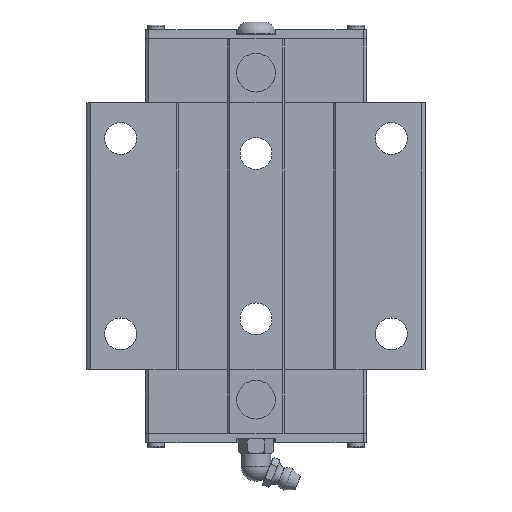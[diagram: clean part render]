
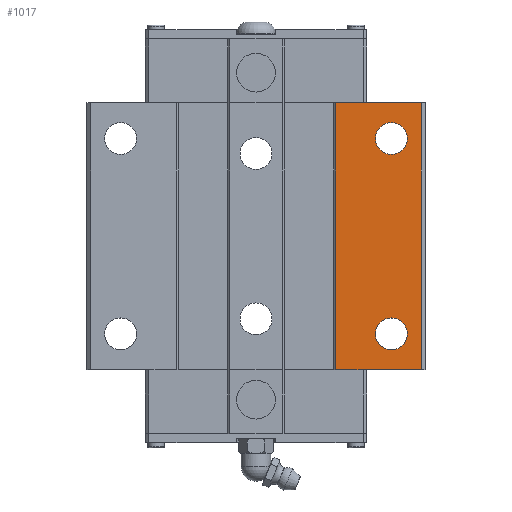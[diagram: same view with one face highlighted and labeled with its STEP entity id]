
A CAD part, top view. The second image highlights one B-rep face of the part: STEP entity #1017.
In plain terms, the highlighted planar face has unit normal (0, 0, 1).
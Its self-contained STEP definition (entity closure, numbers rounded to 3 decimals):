
#1017=ADVANCED_FACE('',(#2110,#2111,#2112),#2113,.T.);
#2110=FACE_OUTER_BOUND('',#3270,.T.);
#2111=FACE_BOUND('',#3271,.T.);
#2112=FACE_BOUND('',#3272,.T.);
#2113=PLANE('',#3273);
#3270=EDGE_LOOP('',(#6406,#6407,#6408,#6409));
#3271=EDGE_LOOP('',(#6410,#6411));
#3272=EDGE_LOOP('',(#6412,#6413));
#3273=AXIS2_PLACEMENT_3D('',#6414,#6415,#6416);
#6406=ORIENTED_EDGE('',*,*,#8114,.T.);
#6407=ORIENTED_EDGE('',*,*,#8037,.T.);
#6408=ORIENTED_EDGE('',*,*,#8120,.F.);
#6409=ORIENTED_EDGE('',*,*,#8095,.F.);
#6410=ORIENTED_EDGE('',*,*,#6953,.T.);
#6411=ORIENTED_EDGE('',*,*,#8121,.T.);
#6412=ORIENTED_EDGE('',*,*,#6948,.T.);
#6413=ORIENTED_EDGE('',*,*,#8122,.T.);
#6414=CARTESIAN_POINT('',(0.0,90.401,42.0));
#6415=DIRECTION('',(0.0,0.0,1.0));
#6416=DIRECTION('',(-1.0,0.0,-0.0));
#6948=EDGE_CURVE('',#8318,#8324,#8326,.T.);
#6953=EDGE_CURVE('',#8329,#8333,#8335,.T.);
#8037=EDGE_CURVE('',#9948,#9946,#9949,.T.);
#8095=EDGE_CURVE('',#10044,#10046,#10047,.T.);
#8114=EDGE_CURVE('',#10044,#9948,#10070,.T.);
#8120=EDGE_CURVE('',#10046,#9946,#10076,.T.);
#8121=EDGE_CURVE('',#8333,#8329,#10077,.T.);
#8122=EDGE_CURVE('',#8324,#8318,#10078,.T.);
#8318=VERTEX_POINT('',#10329);
#8324=VERTEX_POINT('',#10336);
#8326=CIRCLE('',#10339,4.25);
#8329=VERTEX_POINT('',#10342);
#8333=VERTEX_POINT('',#10347);
#8335=CIRCLE('',#10350,4.25);
#9946=VERTEX_POINT('',#13065);
#9948=VERTEX_POINT('',#13068);
#9949=LINE('',#13069,#13070);
#10044=VERTEX_POINT('',#13210);
#10046=VERTEX_POINT('',#13213);
#10047=LINE('',#13214,#13215);
#10070=LINE('',#13250,#13251);
#10076=LINE('',#13259,#13260);
#10077=CIRCLE('',#13261,4.25);
#10078=CIRCLE('',#13262,4.25);
#10329=CARTESIAN_POINT('',(40.25,28.901,42.0));
#10336=CARTESIAN_POINT('',(31.75,28.901,42.0));
#10339=AXIS2_PLACEMENT_3D('',#13568,#13569,#13570);
#10342=CARTESIAN_POINT('',(40.25,80.901,42.0));
#10347=CARTESIAN_POINT('',(31.75,80.901,42.0));
#10350=AXIS2_PLACEMENT_3D('',#13576,#13577,#13578);
#13065=CARTESIAN_POINT('',(44.0,19.401,42.0));
#13068=CARTESIAN_POINT('',(21.25,19.401,42.0));
#13069=CARTESIAN_POINT('',(-44.0,19.401,42.0));
#13070=VECTOR('',#14752,1.0);
#13210=CARTESIAN_POINT('',(21.25,90.401,42.0));
#13213=CARTESIAN_POINT('',(44.0,90.401,42.0));
#13214=CARTESIAN_POINT('',(-44.0,90.401,42.0));
#13215=VECTOR('',#14811,1.0);
#13250=CARTESIAN_POINT('',(21.25,108.151,42.0));
#13251=VECTOR('',#14824,1.0);
#13259=CARTESIAN_POINT('',(44.0,90.401,42.0));
#13260=VECTOR('',#14827,1.0);
#13261=AXIS2_PLACEMENT_3D('',#14828,#14829,#14830);
#13262=AXIS2_PLACEMENT_3D('',#14831,#14832,#14833);
#13568=CARTESIAN_POINT('',(36.0,28.901,42.0));
#13569=DIRECTION('',(0.0,0.0,-1.0));
#13570=DIRECTION('',(1.0,0.0,0.0));
#13576=CARTESIAN_POINT('',(36.0,80.901,42.0));
#13577=DIRECTION('',(0.0,0.0,-1.0));
#13578=DIRECTION('',(1.0,0.0,0.0));
#14752=DIRECTION('',(1.0,0.0,0.0));
#14811=DIRECTION('',(1.0,0.0,0.0));
#14824=DIRECTION('',(0.0,-1.0,0.0));
#14827=DIRECTION('',(0.0,-1.0,0.0));
#14828=CARTESIAN_POINT('',(36.0,80.901,42.0));
#14829=DIRECTION('',(0.0,0.0,-1.0));
#14830=DIRECTION('',(1.0,0.0,0.0));
#14831=CARTESIAN_POINT('',(36.0,28.901,42.0));
#14832=DIRECTION('',(0.0,0.0,-1.0));
#14833=DIRECTION('',(1.0,0.0,0.0));
